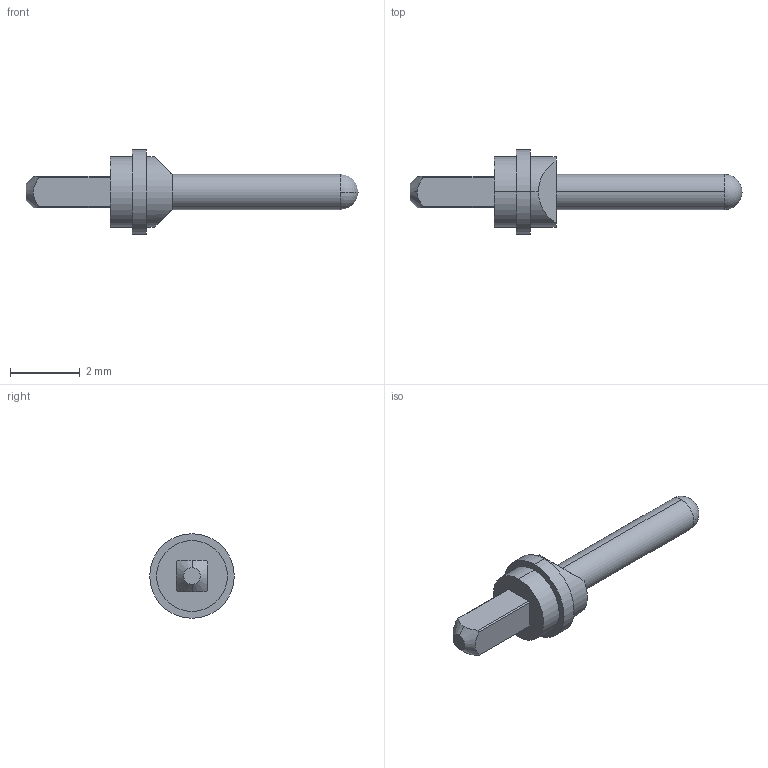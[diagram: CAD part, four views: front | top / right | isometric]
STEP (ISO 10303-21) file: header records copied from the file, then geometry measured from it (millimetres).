
FILE_DESCRIPTION (( 'STEP AP214' ), '1' );
FILE_NAME ('B2D6EE76-5302-4D69-9605-5043FC1A1BDC.STEP', '2022-08-16T16:36:34', ( '' ), ( '' ), 'SwSTEP 2.0', 'SolidWorks 2022', '' );
FILE_SCHEMA (( 'AUTOMOTIVE_DESIGN' ));
Length unit declared in the file: inch
Products named in the file (1): B2D6EE76-5302-4D69-9605-5043FC1A1BDC
Bounding box: 9.53 x 2.43 x 2.43 mm (x, y, z)
Volume: 12.1 mm3; surface area: 44.2 mm2
Topology: 1 solids, 1 shells, 28 faces, 68 edges, 43 vertices
Faces by surface type: cylinder 12, plane 12, sphere 2, cone 2
Entity records: 882 total; most frequent: CARTESIAN_POINT 188, DIRECTION 144, ORIENTED_EDGE 132, EDGE_CURVE 66, AXIS2_PLACEMENT_3D 59, VERTEX_POINT 43, EDGE_LOOP 31, CIRCLE 30
